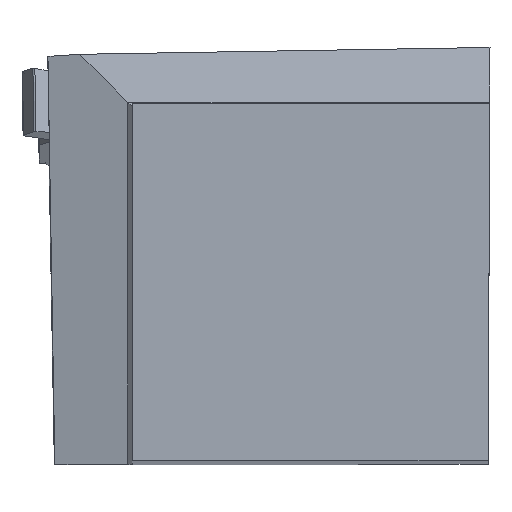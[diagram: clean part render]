
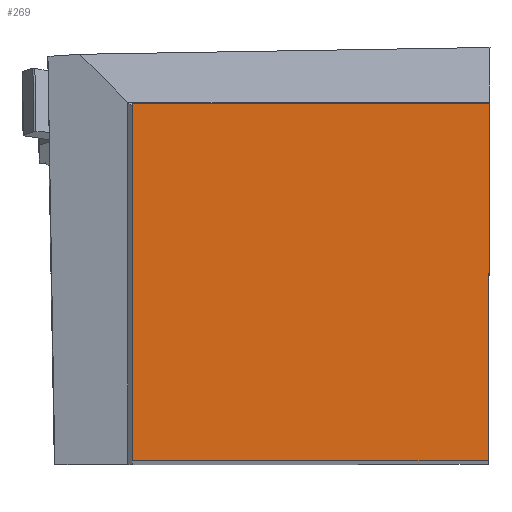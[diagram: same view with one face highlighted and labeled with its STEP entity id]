
A CAD part, top view. The second image highlights one B-rep face of the part: STEP entity #269.
In plain terms, the highlighted planar face has unit normal (0, 0, 1).
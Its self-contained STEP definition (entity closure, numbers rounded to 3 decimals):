
#269=ADVANCED_FACE('BLANK_BOXF006',(#413),#330,.F.);
#330=PLANE('',#2035);
#413=FACE_OUTER_BOUND('',#508,.T.);
#508=EDGE_LOOP('',(#966,#967,#968,#969));
#966=ORIENTED_EDGE('',*,*,#1428,.F.);
#967=ORIENTED_EDGE('',*,*,#1412,.F.);
#968=ORIENTED_EDGE('',*,*,#1429,.F.);
#969=ORIENTED_EDGE('',*,*,#1430,.F.);
#1174=VERTEX_POINT('',#3194);
#1175=VERTEX_POINT('',#3196);
#1188=VERTEX_POINT('',#3228);
#1189=VERTEX_POINT('',#3230);
#1412=EDGE_CURVE('',#1174,#1175,#1605,.T.);
#1428=EDGE_CURVE('',#1175,#1188,#1621,.T.);
#1429=EDGE_CURVE('',#1189,#1174,#1622,.T.);
#1430=EDGE_CURVE('',#1188,#1189,#1623,.T.);
#1605=LINE('',#3195,#1798);
#1621=LINE('',#3227,#1814);
#1622=LINE('',#3229,#1815);
#1623=LINE('',#3231,#1816);
#1798=VECTOR('',#2484,1.);
#1814=VECTOR('',#2506,1.);
#1815=VECTOR('',#2507,1.);
#1816=VECTOR('',#2508,1.);
#2035=AXIS2_PLACEMENT_3D('',#3232,#2509,#2510);
#2484=DIRECTION('',(-1.,0.,0.));
#2506=DIRECTION('',(0.,1.,0.));
#2507=DIRECTION('',(-0.004,-1.,0.));
#2508=DIRECTION('',(1.,0.,0.));
#2509=DIRECTION('',(0.,0.,-1.));
#2510=DIRECTION('',(0.,-1.,0.));
#3194=CARTESIAN_POINT('',(-0.174,0.,0.));
#3195=CARTESIAN_POINT('',(251.35,0.,0.));
#3196=CARTESIAN_POINT('',(-39.85,0.,0.));
#3227=CARTESIAN_POINT('',(-39.85,-251.35,0.));
#3228=CARTESIAN_POINT('',(-39.85,39.85,0.));
#3229=CARTESIAN_POINT('',(0.923,251.348,0.));
#3230=CARTESIAN_POINT('',(0.,39.85,0.));
#3231=CARTESIAN_POINT('',(-251.35,39.85,0.));
#3232=CARTESIAN_POINT('',(-90.2,-5.,0.));
